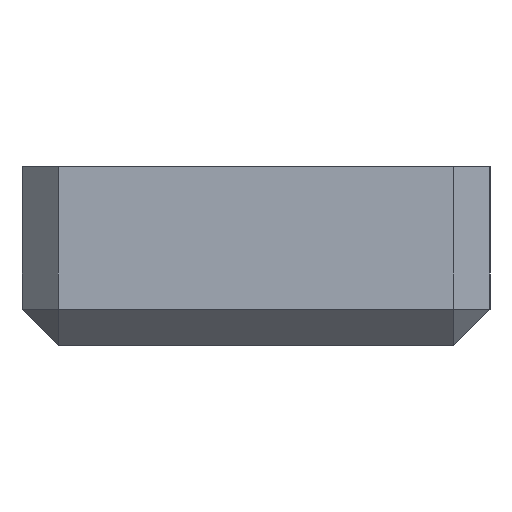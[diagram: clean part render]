
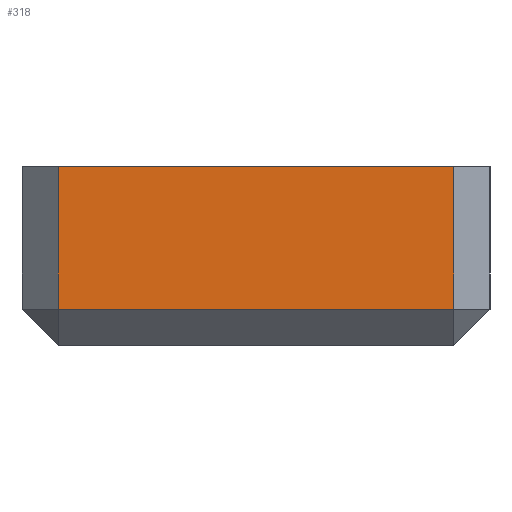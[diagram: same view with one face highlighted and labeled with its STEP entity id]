
A CAD part, left-side view. The second image highlights one B-rep face of the part: STEP entity #318.
In plain terms, the highlighted planar face has unit normal (-1, 0, 0).
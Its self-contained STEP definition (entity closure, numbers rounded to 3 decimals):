
#279=CARTESIAN_POINT('',(-20.931,0.,-0.4));
#280=DIRECTION('',(-1.,0.,0.));
#281=DIRECTION('',(0.,-1.,0.));
#282=AXIS2_PLACEMENT_3D('',#279,#280,#281);
#283=PLANE('',#282);
#284=CARTESIAN_POINT('',(-20.931,7.625,6.3));
#285=VERTEX_POINT('',#284);
#286=CARTESIAN_POINT('',(-20.931,-7.625,6.3));
#287=VERTEX_POINT('',#286);
#288=CARTESIAN_POINT('',(-20.931,7.625,6.3));
#289=DIRECTION('',(0.,-1.,0.));
#290=VECTOR('',#289,15.25);
#291=LINE('',#288,#290);
#292=EDGE_CURVE('',#285,#287,#291,.T.);
#293=ORIENTED_EDGE('',*,*,#292,.F.);
#294=CARTESIAN_POINT('',(-20.931,7.625,0.8));
#295=VERTEX_POINT('',#294);
#296=CARTESIAN_POINT('',(-20.931,7.625,6.3));
#297=DIRECTION('',(0.,0.,-1.));
#298=VECTOR('',#297,5.5);
#299=LINE('',#296,#298);
#300=EDGE_CURVE('',#285,#295,#299,.T.);
#301=ORIENTED_EDGE('',*,*,#300,.T.);
#302=CARTESIAN_POINT('',(-20.931,-7.625,0.8));
#303=VERTEX_POINT('',#302);
#304=CARTESIAN_POINT('',(-20.931,7.625,0.8));
#305=DIRECTION('',(0.,-1.,0.));
#306=VECTOR('',#305,15.25);
#307=LINE('',#304,#306);
#308=EDGE_CURVE('',#295,#303,#307,.T.);
#309=ORIENTED_EDGE('',*,*,#308,.T.);
#310=CARTESIAN_POINT('',(-20.931,-7.625,0.8));
#311=DIRECTION('',(0.,0.,1.));
#312=VECTOR('',#311,5.5);
#313=LINE('',#310,#312);
#314=EDGE_CURVE('',#303,#287,#313,.T.);
#315=ORIENTED_EDGE('',*,*,#314,.T.);
#316=EDGE_LOOP('',(#293,#301,#309,#315));
#317=FACE_BOUND('',#316,.T.);
#318=ADVANCED_FACE('',(#317),#283,.T.);
